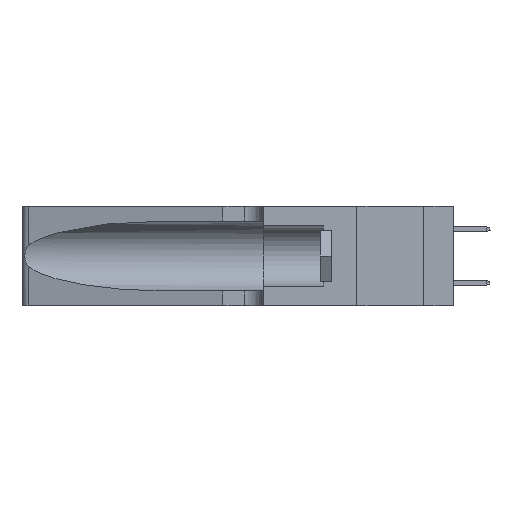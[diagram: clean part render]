
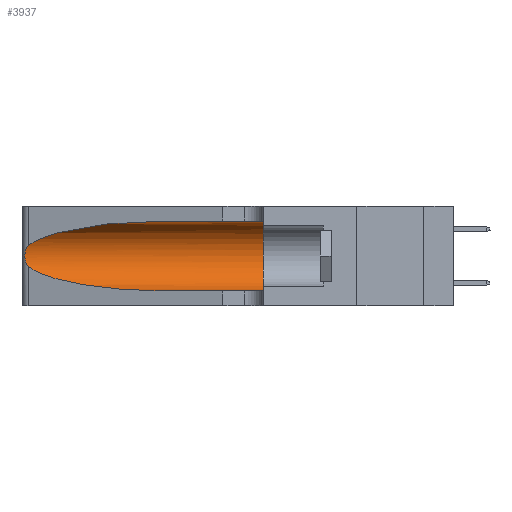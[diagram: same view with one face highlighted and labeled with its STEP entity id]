
A CAD part, left-side view. The second image highlights one B-rep face of the part: STEP entity #3937.
In plain terms, the highlighted cylindrical face has radius 3.308 mm (diameter 6.617 mm), a partial arc.
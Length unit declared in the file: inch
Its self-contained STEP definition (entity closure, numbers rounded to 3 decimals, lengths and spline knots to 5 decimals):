
#483 = CARTESIAN_POINT ( 'NONE',  ( 0.25856, 1.23593, 0.16098 ) ) ;
#907 = CYLINDRICAL_SURFACE ( 'NONE', #9498, 0.13025 ) ;
#1330 =( BOUNDED_CURVE ( )  B_SPLINE_CURVE ( 3, ( #16465, #28637, #16124, #13262 ),
 .UNSPECIFIED., .F., .T. ) 
 B_SPLINE_CURVE_WITH_KNOTS ( ( 4, 4 ),
 ( 3.44316, 4.71239 ),
 .UNSPECIFIED. ) 
 CURVE ( )  GEOMETRIC_REPRESENTATION_ITEM ( )  RATIONAL_B_SPLINE_CURVE ( ( 1., 0.87, 0.87, 1. ) ) 
 REPRESENTATION_ITEM ( '' )  );
#1762 = CARTESIAN_POINT ( 'NONE',  ( 0.25487, 1.22718, 0.22369 ) ) ;
#2059 = EDGE_CURVE ( 'NONE', #28409, #28746, #20098, .T. ) ;
#2295 = CARTESIAN_POINT ( 'NONE',  ( 0.25487, 1.22718, 0.22369 ) ) ;
#3531 = CARTESIAN_POINT ( 'NONE',  ( 0.25487, 1.22718, 0.14631 ) ) ;
#3937 = ADVANCED_FACE ( 'NONE', ( #28984 ), #907, .F. ) ;
#4110 = CARTESIAN_POINT ( 'NONE',  ( 0.1305, 0.35, 0.05475 ) ) ;
#5414 = AXIS2_PLACEMENT_3D ( 'NONE', #17024, #28001, #27836 ) ;
#5720 = CARTESIAN_POINT ( 'NONE',  ( 0.25487, 1.22718, 0.22369 ) ) ;
#6063 = CARTESIAN_POINT ( 'NONE',  ( 0.25639, 1.23186, 0.15144 ) ) ;
#6194 = CARTESIAN_POINT ( 'NONE',  ( 0.1305, 0.72297, 0.31525 ) ) ;
#6244 = CARTESIAN_POINT ( 'NONE',  ( 0.26017, 1.23833, 0.17102 ) ) ;
#7755 = VERTEX_POINT ( 'NONE', #1762 ) ;
#8350 = CARTESIAN_POINT ( 'NONE',  ( 0.1305, 1.61858, 0.185 ) ) ;
#8610 = CARTESIAN_POINT ( 'NONE',  ( 0.25787, 1.23484, 0.2124 ) ) ;
#9498 = AXIS2_PLACEMENT_3D ( 'NONE', #8350, #13444, #26444 ) ;
#10515 = EDGE_LOOP ( 'NONE', ( #19570, #18899, #13712, #26576, #11015, #21566 ) ) ;
#10597 = EDGE_CURVE ( 'NONE', #12465, #7755, #18816, .T. ) ;
#11015 = ORIENTED_EDGE ( 'NONE', *, *, #28231, .F. ) ;
#11501 = CARTESIAN_POINT ( 'NONE',  ( 0.26075, 1.23896, 0.19203 ) ) ;
#11520 = CARTESIAN_POINT ( 'NONE',  ( 0.1305, 0.35, 0.31525 ) ) ;
#12465 = VERTEX_POINT ( 'NONE', #6194 ) ;
#12469 = VECTOR ( 'NONE', #29705, 39.37008 ) ;
#13248 = EDGE_CURVE ( 'NONE', #7755, #28608, #21897, .T. ) ;
#13262 = CARTESIAN_POINT ( 'NONE',  ( 0.1305, 0.72297, 0.05475 ) ) ;
#13365 = CARTESIAN_POINT ( 'NONE',  ( 0.25639, 1.23184, 0.21858 ) ) ;
#13444 = DIRECTION ( 'NONE',  ( 0., -1., 0. ) ) ;
#13712 = ORIENTED_EDGE ( 'NONE', *, *, #16583, .T. ) ;
#13868 = CARTESIAN_POINT ( 'NONE',  ( 0.26075, 1.23896, 0.178 ) ) ;
#15702 = CIRCLE ( 'NONE', #5414, 0.13025 ) ;
#16124 = CARTESIAN_POINT ( 'NONE',  ( 0.18966, 0.96281, 0.05475 ) ) ;
#16402 = CARTESIAN_POINT ( 'NONE',  ( 0.25555, 1.22993, 0.14849 ) ) ;
#16465 = CARTESIAN_POINT ( 'NONE',  ( 0.25487, 1.22718, 0.14631 ) ) ;
#16583 = EDGE_CURVE ( 'NONE', #28608, #28409, #1330, .T. ) ;
#17024 = CARTESIAN_POINT ( 'NONE',  ( 0.1305, 0.35, 0.185 ) ) ;
#17890 = CARTESIAN_POINT ( 'NONE',  ( 0.1305, 1.61858, 0.05475 ) ) ;
#18816 =( BOUNDED_CURVE ( )  B_SPLINE_CURVE ( 3, ( #32094, #30359, #33050, #2295 ),
 .UNSPECIFIED., .F., .F. ) 
 B_SPLINE_CURVE_WITH_KNOTS ( ( 4, 4 ),
 ( 1.5708, 2.84003 ),
 .UNSPECIFIED. ) 
 CURVE ( )  GEOMETRIC_REPRESENTATION_ITEM ( )  RATIONAL_B_SPLINE_CURVE ( ( 1., 0.87, 0.87, 1. ) ) 
 REPRESENTATION_ITEM ( '' )  );
#18887 = LINE ( 'NONE', #32215, #12469 ) ;
#18899 = ORIENTED_EDGE ( 'NONE', *, *, #13248, .T. ) ;
#18935 = CARTESIAN_POINT ( 'NONE',  ( 0.26018, 1.23835, 0.19895 ) ) ;
#19570 = ORIENTED_EDGE ( 'NONE', *, *, #10597, .T. ) ;
#20098 = LINE ( 'NONE', #17890, #25150 ) ;
#21566 = ORIENTED_EDGE ( 'NONE', *, *, #28126, .F. ) ;
#21897 = B_SPLINE_CURVE_WITH_KNOTS ( 'NONE', 3,
 ( #5720, #23674, #13365, #8610, #29416, #18935, #11501, #13868, #6244, #483, #29244, #6063, #16402, #3531 ),
 .UNSPECIFIED., .F., .F.,
 ( 4, 2, 2, 2, 2, 2, 4 ),
 ( 0., 0.00027, 0.00053, 0.00107, 0.0016, 0.00187, 0.00214 ),
 .UNSPECIFIED. ) ;
#23127 = DIRECTION ( 'NONE',  ( 0., -1., 0. ) ) ;
#23549 = VERTEX_POINT ( 'NONE', #11520 ) ;
#23674 = CARTESIAN_POINT ( 'NONE',  ( 0.25555, 1.22994, 0.2215 ) ) ;
#25150 = VECTOR ( 'NONE', #23127, 39.37008 ) ;
#26444 = DIRECTION ( 'NONE',  ( 0., 0., -1. ) ) ;
#26576 = ORIENTED_EDGE ( 'NONE', *, *, #2059, .T. ) ;
#27836 = DIRECTION ( 'NONE',  ( 0., 0., 1. ) ) ;
#28001 = DIRECTION ( 'NONE',  ( 0., 1., 0. ) ) ;
#28126 = EDGE_CURVE ( 'NONE', #12465, #23549, #18887, .T. ) ;
#28231 = EDGE_CURVE ( 'NONE', #23549, #28746, #15702, .T. ) ;
#28409 = VERTEX_POINT ( 'NONE', #28816 ) ;
#28608 = VERTEX_POINT ( 'NONE', #31685 ) ;
#28637 = CARTESIAN_POINT ( 'NONE',  ( 0.2373, 1.15595, 0.08982 ) ) ;
#28746 = VERTEX_POINT ( 'NONE', #4110 ) ;
#28816 = CARTESIAN_POINT ( 'NONE',  ( 0.1305, 0.72297, 0.05475 ) ) ;
#28984 = FACE_OUTER_BOUND ( 'NONE', #10515, .T. ) ;
#29244 = CARTESIAN_POINT ( 'NONE',  ( 0.25789, 1.23486, 0.15765 ) ) ;
#29416 = CARTESIAN_POINT ( 'NONE',  ( 0.25854, 1.2359, 0.20912 ) ) ;
#29705 = DIRECTION ( 'NONE',  ( 0., -1., 0. ) ) ;
#30359 = CARTESIAN_POINT ( 'NONE',  ( 0.18966, 0.96281, 0.31525 ) ) ;
#31685 = CARTESIAN_POINT ( 'NONE',  ( 0.25487, 1.22718, 0.14631 ) ) ;
#32094 = CARTESIAN_POINT ( 'NONE',  ( 0.1305, 0.72297, 0.31525 ) ) ;
#32215 = CARTESIAN_POINT ( 'NONE',  ( 0.1305, 1.61858, 0.31525 ) ) ;
#33050 = CARTESIAN_POINT ( 'NONE',  ( 0.2373, 1.15595, 0.28018 ) ) ;
